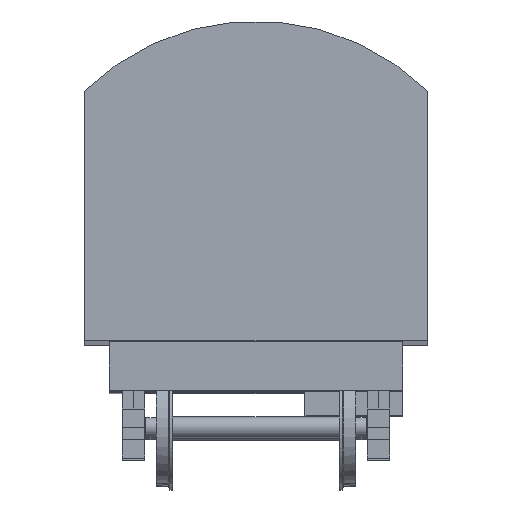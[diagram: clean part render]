
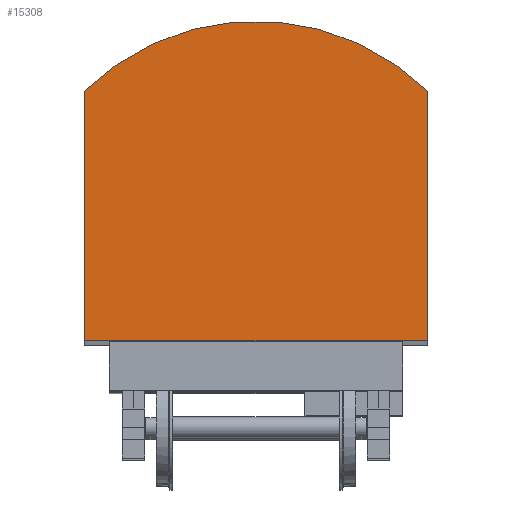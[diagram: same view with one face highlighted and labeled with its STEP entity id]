
A CAD part, top view. The second image highlights one B-rep face of the part: STEP entity #15308.
In plain terms, the highlighted planar face has unit normal (0, 0, 1).
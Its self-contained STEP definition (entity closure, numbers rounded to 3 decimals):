
#592 = VERTEX_POINT ( 'NONE', #5691 ) ;
#912 = VECTOR ( 'NONE', #8659, 1000. ) ;
#1407 = EDGE_CURVE ( 'NONE', #13670, #16232, #10906, .T. ) ;
#2548 = EDGE_CURVE ( 'NONE', #12969, #592, #7828, .T. ) ;
#3703 = CARTESIAN_POINT ( 'NONE',  ( -1400., 0., 0. ) ) ;
#4168 = VECTOR ( 'NONE', #11573, 1000. ) ;
#4239 = CARTESIAN_POINT ( 'NONE',  ( 0., 610., 0. ) ) ;
#4655 = VECTOR ( 'NONE', #18418, 1000. ) ;
#5691 = CARTESIAN_POINT ( 'NONE',  ( -1400., 2038.286, 0. ) ) ;
#5849 = CARTESIAN_POINT ( 'NONE',  ( 1400., 0., 0. ) ) ;
#6433 = PLANE ( 'NONE',  #10006 ) ;
#6666 = FACE_OUTER_BOUND ( 'NONE', #21527, .T. ) ;
#7828 = CIRCLE ( 'NONE', #9739, 2000. ) ;
#7864 = DIRECTION ( 'NONE',  ( 0., 0., 1. ) ) ;
#8659 = DIRECTION ( 'NONE',  ( 0., 1., 0. ) ) ;
#9237 = LINE ( 'NONE', #3703, #4655 ) ;
#9739 = AXIS2_PLACEMENT_3D ( 'NONE', #4239, #7864, #13416 ) ;
#10006 = AXIS2_PLACEMENT_3D ( 'NONE', #21290, #13820, #19095 ) ;
#10472 = LINE ( 'NONE', #14471, #912 ) ;
#10906 = LINE ( 'NONE', #22013, #4168 ) ;
#11573 = DIRECTION ( 'NONE',  ( 1., 0., 0. ) ) ;
#12969 = VERTEX_POINT ( 'NONE', #16175 ) ;
#13416 = DIRECTION ( 'NONE',  ( -1., 0., 0. ) ) ;
#13670 = VERTEX_POINT ( 'NONE', #20787 ) ;
#13820 = DIRECTION ( 'NONE',  ( 0., 0., -1. ) ) ;
#14471 = CARTESIAN_POINT ( 'NONE',  ( 1400., 0., 0. ) ) ;
#15026 = ORIENTED_EDGE ( 'NONE', *, *, #2548, .T. ) ;
#15308 = ADVANCED_FACE ( 'NONE', ( #6666 ), #6433, .F. ) ;
#15984 = EDGE_CURVE ( 'NONE', #16232, #12969, #10472, .T. ) ;
#16175 = CARTESIAN_POINT ( 'NONE',  ( 1400., 2038.286, 0. ) ) ;
#16232 = VERTEX_POINT ( 'NONE', #5849 ) ;
#16820 = ORIENTED_EDGE ( 'NONE', *, *, #21751, .T. ) ;
#17124 = ORIENTED_EDGE ( 'NONE', *, *, #15984, .T. ) ;
#18418 = DIRECTION ( 'NONE',  ( 0., -1., 0. ) ) ;
#19095 = DIRECTION ( 'NONE',  ( -1., 0., 0. ) ) ;
#20278 = ORIENTED_EDGE ( 'NONE', *, *, #1407, .T. ) ;
#20787 = CARTESIAN_POINT ( 'NONE',  ( -1400., 0., 0. ) ) ;
#21290 = CARTESIAN_POINT ( 'NONE',  ( 0., 610., 0. ) ) ;
#21527 = EDGE_LOOP ( 'NONE', ( #16820, #20278, #17124, #15026 ) ) ;
#21751 = EDGE_CURVE ( 'NONE', #592, #13670, #9237, .T. ) ;
#22013 = CARTESIAN_POINT ( 'NONE',  ( -1400., 0., 0. ) ) ;
